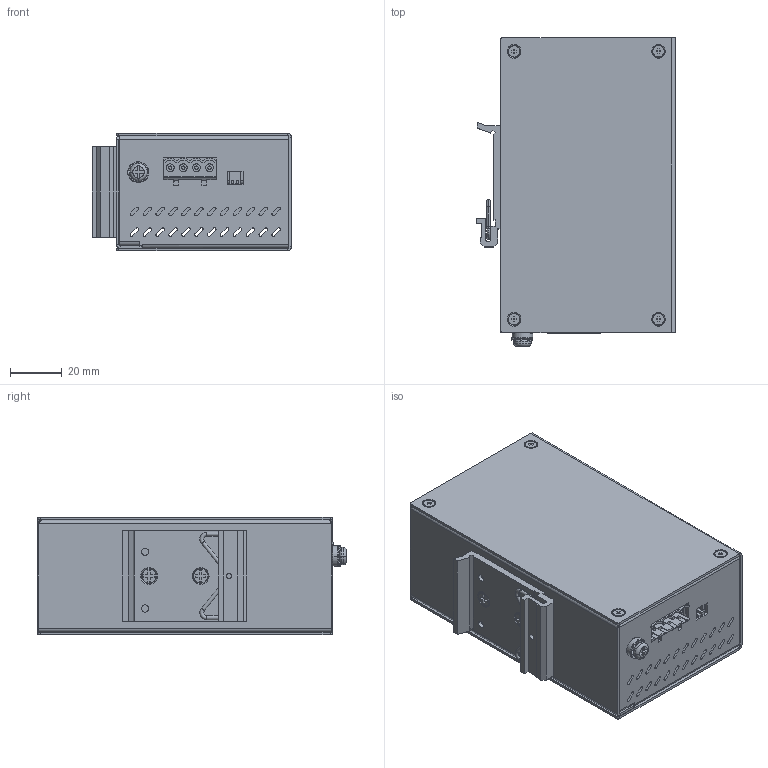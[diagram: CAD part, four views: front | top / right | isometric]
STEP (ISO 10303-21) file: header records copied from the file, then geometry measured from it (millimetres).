
FILE_DESCRIPTION((''),'2;1');
FILE_NAME('OPAL8-JIU_ASM_1_AF0_ASM_A__ASM__ASM','2023-10-31T14:35:48',('wangzixiong'),(''),'CREO PARAMETRIC BY PTC INC, 2021023','CREO PARAMETRIC BY PTC INC, 2021023','');
FILE_SCHEMA(('AUTOMOTIVE_DESIGN { 1 0 10303 214 1 1 1 1 }'));
Length unit declared in the file: millimetre
Products named in the file (18): OPAL8DIBAN-JIUJIEGOU_4_AF0__1_1; GAIBAN-JIUJIEGOU_3_AF0__1_1_1; 10702-1-2RJ45-OPAL20-T__AF1__1_; PRT0001__1_1_1; 1070-1-2RJ45-OPAL20-T__AF2__1_1; 107022-1-2RJ45-OPAL20-T__AF0__1; PRT0010__1_1_1; PRT0051__1_1_1; PRT0052__1_1_1; ASM0015_ASM_ASM_ASM_ASM__ASM_1__ASM; 25X5__1_1_1; M3-6LUODING_1__1_1_1; M40002_1; M40003_1; M40001_ASM_1_ASM; 0_3; 106010001-BOMA-2; OPAL8-JIU_ASM_1_AF0_ASM_A__ASM__ASM
Assembly tree (27 placements, depth 3):
  OPAL8-JIU_ASM_1_AF0_ASM_A__ASM__ASM
    OPAL8DIBAN-JIUJIEGOU_4_AF0__1_1
    GAIBAN-JIUJIEGOU_3_AF0__1_1_1
    10702-1-2RJ45-OPAL20-T__AF1__1_
    PRT0001__1_1_1
    1070-1-2RJ45-OPAL20-T__AF2__1_1  x2
    107022-1-2RJ45-OPAL20-T__AF0__1
    PRT0010__1_1_1
    ASM0015_ASM_ASM_ASM_ASM__ASM_1__ASM
      PRT0051__1_1_1
      PRT0052__1_1_1
    25X5__1_1_1  x8
    M3-6LUODING_1__1_1_1  x2
    M40001_ASM_1_ASM
      M40002_1
      M40003_1
    0_3  x2
    106010001-BOMA-2
Bounding box: 77.4 x 119.85 x 45.6 mm (x, y, z)
Volume: 86290.3 mm3; surface area: 104578.3 mm2
Topology: 25 solids, 25 shells, 1751 faces, 4789 edges, 3137 vertices
Faces by surface type: plane 1046, cylinder 513, bspline 68, torus 62, cone 42, extrusion 16, sphere 4
Entity records: 47465 total; most frequent: CARTESIAN_POINT 10974, ORIENTED_EDGE 7208, DIRECTION 7033, EDGE_CURVE 3604, VECTOR 2575, LINE 2559, VERTEX_POINT 2361, AXIS2_PLACEMENT_3D 2229
